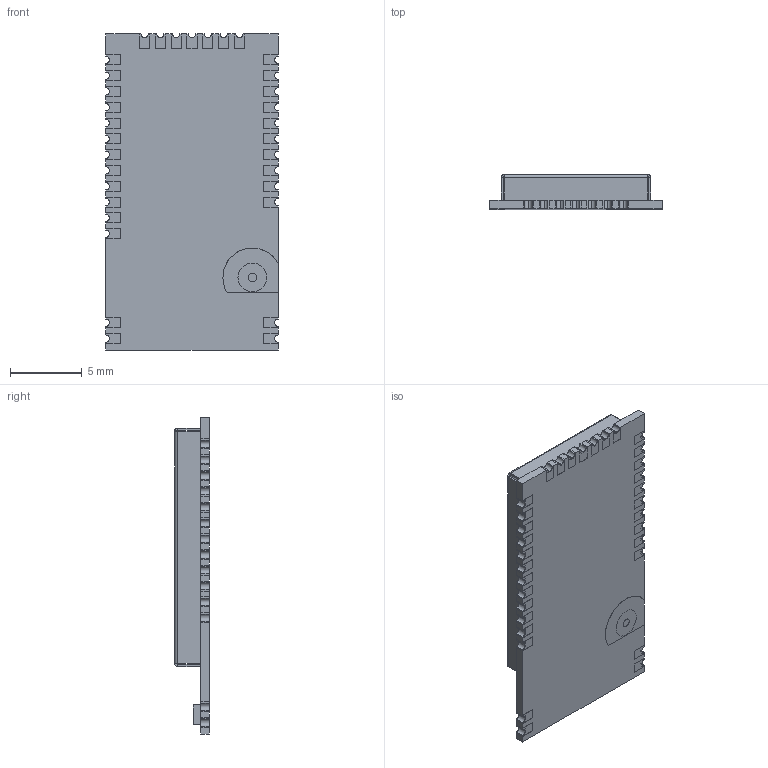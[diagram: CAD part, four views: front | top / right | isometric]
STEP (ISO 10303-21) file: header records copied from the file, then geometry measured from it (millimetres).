
FILE_DESCRIPTION (( 'STEP AP214' ), '1' );
FILE_NAME ('RN4678-V-RM100.STEP', '2018-09-23T11:27:23', ( '' ), ( '' ), 'SwSTEP 2.0', 'SolidWorks 2017', '' );
FILE_SCHEMA (( 'AUTOMOTIVE_DESIGN' ));
Length unit declared in the file: millimetre
Products named in the file (1): RN4678-V-RM100
Bounding box: 12 x 2.4 x 22 mm (x, y, z)
Volume: 197 mm3; surface area: 1204.7 mm2
Topology: 40 solids, 40 shells, 625 faces, 1465 edges, 922 vertices
Faces by surface type: plane 485, cylinder 132, bspline 8
Entity records: 21734 total; most frequent: CARTESIAN_POINT 3357, DIRECTION 2933, ORIENTED_EDGE 2930, EDGE_CURVE 1465, LINE 1201, VECTOR 1201, VERTEX_POINT 922, AXIS2_PLACEMENT_3D 866
